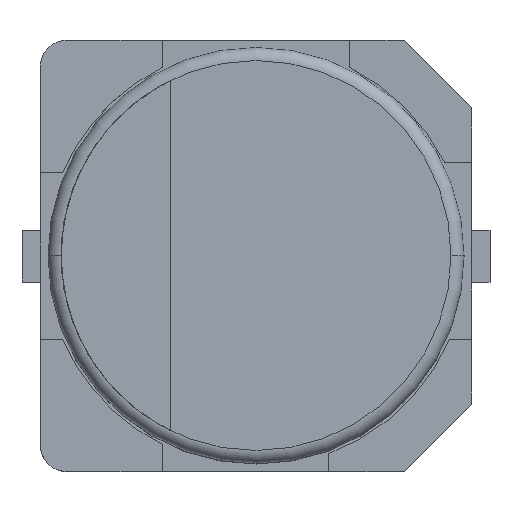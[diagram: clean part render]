
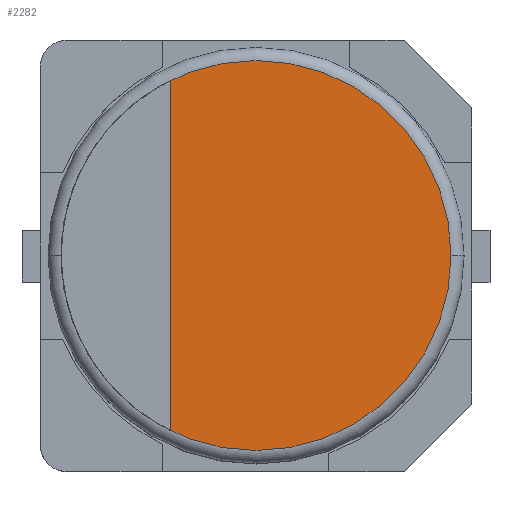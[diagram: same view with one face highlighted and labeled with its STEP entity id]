
A CAD part, top view. The second image highlights one B-rep face of the part: STEP entity #2282.
In plain terms, the highlighted planar face has unit normal (0, 0, 1).
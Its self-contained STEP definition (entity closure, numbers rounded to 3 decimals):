
#771 = DIRECTION ( 'NONE',  ( 0., 0., 1. ) ) ;
#785 = CARTESIAN_POINT ( 'NONE',  ( 0., 0., 6.2 ) ) ;
#1013 = DIRECTION ( 'NONE',  ( 0., 0., 1. ) ) ;
#1103 = AXIS2_PLACEMENT_3D ( 'NONE', #3326, #1013, #3649 ) ;
#1137 = ORIENTED_EDGE ( 'NONE', *, *, #2628, .T. ) ;
#1392 = DIRECTION ( 'NONE',  ( 1., 0., 0. ) ) ;
#1399 = CIRCLE ( 'NONE', #2099, 3.75 ) ;
#1437 = CARTESIAN_POINT ( 'NONE',  ( 0., 0., 6.2 ) ) ;
#1721 = DIRECTION ( 'NONE',  ( 0., 0., 1. ) ) ;
#1764 = DIRECTION ( 'NONE',  ( 1., 0., 0. ) ) ;
#1782 = CARTESIAN_POINT ( 'NONE',  ( 3.75, 0., 6.2 ) ) ;
#1792 = CARTESIAN_POINT ( 'NONE',  ( -3.75, 0., 6.2 ) ) ;
#2047 = VERTEX_POINT ( 'NONE', #1792 ) ;
#2099 = AXIS2_PLACEMENT_3D ( 'NONE', #785, #771, #1392 ) ;
#2282 = ADVANCED_FACE ( 'NONE', ( #3250 ), #2879, .T. ) ;
#2438 = EDGE_LOOP ( 'NONE', ( #1137, #3529 ) ) ;
#2621 = CIRCLE ( 'NONE', #1103, 3.75 ) ;
#2628 = EDGE_CURVE ( 'NONE', #3158, #2047, #1399, .T. ) ;
#2879 = PLANE ( 'NONE',  #3126 ) ;
#3126 = AXIS2_PLACEMENT_3D ( 'NONE', #1437, #1721, #1764 ) ;
#3158 = VERTEX_POINT ( 'NONE', #1782 ) ;
#3250 = FACE_OUTER_BOUND ( 'NONE', #2438, .T. ) ;
#3326 = CARTESIAN_POINT ( 'NONE',  ( 0., 0., 6.2 ) ) ;
#3529 = ORIENTED_EDGE ( 'NONE', *, *, #3684, .T. ) ;
#3649 = DIRECTION ( 'NONE',  ( 1., 0., 0. ) ) ;
#3684 = EDGE_CURVE ( 'NONE', #2047, #3158, #2621, .T. ) ;
